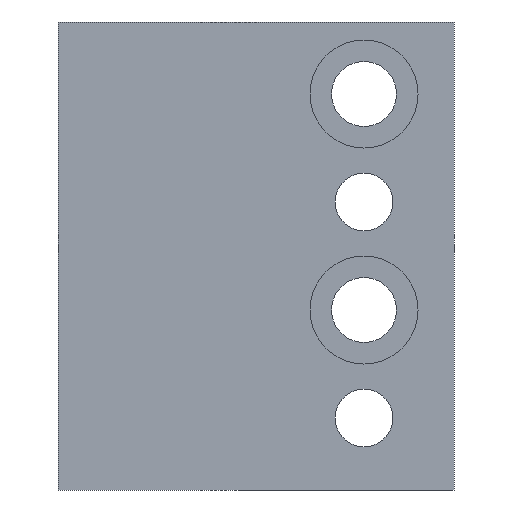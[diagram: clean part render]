
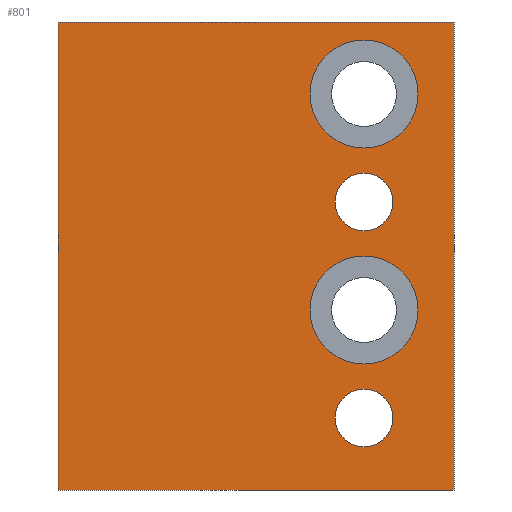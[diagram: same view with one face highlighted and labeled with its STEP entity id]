
A CAD part, front view. The second image highlights one B-rep face of the part: STEP entity #801.
In plain terms, the highlighted planar face has unit normal (0, -1, 0).
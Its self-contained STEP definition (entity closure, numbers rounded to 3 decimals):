
#17 = CARTESIAN_POINT ( 'NONE',  ( 0., 0., 0. ) ) ;
#18 = AXIS2_PLACEMENT_3D ( 'NONE', #965, #286, #122 ) ;
#38 = EDGE_LOOP ( 'NONE', ( #223, #647 ) ) ;
#43 = CARTESIAN_POINT ( 'NONE',  ( -20., 0., 55. ) ) ;
#48 = DIRECTION ( 'NONE',  ( 0., -1., 0. ) ) ;
#52 = VERTEX_POINT ( 'NONE', #662 ) ;
#54 = EDGE_CURVE ( 'NONE', #572, #144, #622, .T. ) ;
#61 = CARTESIAN_POINT ( 'NONE',  ( -12.5, 0., 6. ) ) ;
#63 = VERTEX_POINT ( 'NONE', #1017 ) ;
#69 = CIRCLE ( 'NONE', #722, 7.5 ) ;
#89 = EDGE_CURVE ( 'NONE', #731, #705, #197, .T. ) ;
#92 = DIRECTION ( 'NONE',  ( 1., 0., 0. ) ) ;
#94 = CARTESIAN_POINT ( 'NONE',  ( 0., 0., 65. ) ) ;
#97 = CARTESIAN_POINT ( 'NONE',  ( -12.5, 0., 25. ) ) ;
#108 = EDGE_CURVE ( 'NONE', #1000, #795, #534, .T. ) ;
#117 = DIRECTION ( 'NONE',  ( -1., 0., 0. ) ) ;
#122 = DIRECTION ( 'NONE',  ( -1., 0., 0. ) ) ;
#132 = EDGE_LOOP ( 'NONE', ( #224, #831, #560, #754 ) ) ;
#134 = DIRECTION ( 'NONE',  ( 1., 0., 0. ) ) ;
#138 = CARTESIAN_POINT ( 'NONE',  ( -12.5, 0., 55. ) ) ;
#144 = VERTEX_POINT ( 'NONE', #938 ) ;
#145 = DIRECTION ( 'NONE',  ( 1., 0., 0. ) ) ;
#150 = FACE_BOUND ( 'NONE', #38, .T. ) ;
#177 = EDGE_CURVE ( 'NONE', #640, #63, #241, .T. ) ;
#178 = VECTOR ( 'NONE', #803, 1000. ) ;
#186 = DIRECTION ( 'NONE',  ( 0., -1., 0. ) ) ;
#197 = CIRCLE ( 'NONE', #18, 4. ) ;
#219 = FACE_OUTER_BOUND ( 'NONE', #132, .T. ) ;
#223 = ORIENTED_EDGE ( 'NONE', *, *, #89, .T. ) ;
#224 = ORIENTED_EDGE ( 'NONE', *, *, #108, .T. ) ;
#235 = AXIS2_PLACEMENT_3D ( 'NONE', #138, #48, #882 ) ;
#241 = CIRCLE ( 'NONE', #235, 7.5 ) ;
#251 = DIRECTION ( 'NONE',  ( 0., 1., 0. ) ) ;
#265 = AXIS2_PLACEMENT_3D ( 'NONE', #884, #376, #285 ) ;
#277 = CARTESIAN_POINT ( 'NONE',  ( -55., 0., 0. ) ) ;
#279 = CARTESIAN_POINT ( 'NONE',  ( -12.5, 0., 25. ) ) ;
#285 = DIRECTION ( 'NONE',  ( -1., 0., 0. ) ) ;
#286 = DIRECTION ( 'NONE',  ( 0., 1., 0. ) ) ;
#287 = VERTEX_POINT ( 'NONE', #306 ) ;
#299 = CIRCLE ( 'NONE', #265, 4. ) ;
#303 = ORIENTED_EDGE ( 'NONE', *, *, #879, .F. ) ;
#306 = CARTESIAN_POINT ( 'NONE',  ( -20., 0., 25. ) ) ;
#307 = CIRCLE ( 'NONE', #486, 7.5 ) ;
#311 = ORIENTED_EDGE ( 'NONE', *, *, #177, .F. ) ;
#341 = DIRECTION ( 'NONE',  ( 0., -1., 0. ) ) ;
#345 = AXIS2_PLACEMENT_3D ( 'NONE', #519, #341, #426 ) ;
#346 = CARTESIAN_POINT ( 'NONE',  ( -12.5, 0., 40. ) ) ;
#350 = FACE_BOUND ( 'NONE', #820, .T. ) ;
#358 = ORIENTED_EDGE ( 'NONE', *, *, #786, .F. ) ;
#361 = DIRECTION ( 'NONE',  ( 0., 1., 0. ) ) ;
#372 = CARTESIAN_POINT ( 'NONE',  ( -5., 0., 25. ) ) ;
#376 = DIRECTION ( 'NONE',  ( 0., 1., 0. ) ) ;
#400 = AXIS2_PLACEMENT_3D ( 'NONE', #346, #925, #429 ) ;
#403 = VECTOR ( 'NONE', #145, 1000. ) ;
#426 = DIRECTION ( 'NONE',  ( 1., 0., 0. ) ) ;
#429 = DIRECTION ( 'NONE',  ( -1., 0., 0. ) ) ;
#436 = ORIENTED_EDGE ( 'NONE', *, *, #54, .T. ) ;
#486 = AXIS2_PLACEMENT_3D ( 'NONE', #279, #601, #520 ) ;
#492 = EDGE_CURVE ( 'NONE', #287, #1011, #307, .T. ) ;
#501 = CARTESIAN_POINT ( 'NONE',  ( -12.5, 0., 14. ) ) ;
#504 = CARTESIAN_POINT ( 'NONE',  ( 0., 0., 65. ) ) ;
#519 = CARTESIAN_POINT ( 'NONE',  ( -12.5, 0., 55. ) ) ;
#520 = DIRECTION ( 'NONE',  ( 1., 0., 0. ) ) ;
#534 = LINE ( 'NONE', #877, #403 ) ;
#555 = EDGE_CURVE ( 'NONE', #810, #795, #792, .T. ) ;
#560 = ORIENTED_EDGE ( 'NONE', *, *, #625, .F. ) ;
#567 = VECTOR ( 'NONE', #680, 1000. ) ;
#572 = VERTEX_POINT ( 'NONE', #1012 ) ;
#589 = CIRCLE ( 'NONE', #400, 4. ) ;
#590 = LINE ( 'NONE', #632, #178 ) ;
#596 = DIRECTION ( 'NONE',  ( -1., 0., 0. ) ) ;
#598 = EDGE_LOOP ( 'NONE', ( #436, #846 ) ) ;
#601 = DIRECTION ( 'NONE',  ( 0., -1., 0. ) ) ;
#616 = EDGE_CURVE ( 'NONE', #705, #731, #299, .T. ) ;
#622 = CIRCLE ( 'NONE', #1065, 4. ) ;
#625 = EDGE_CURVE ( 'NONE', #52, #810, #1047, .T. ) ;
#629 = ORIENTED_EDGE ( 'NONE', *, *, #492, .F. ) ;
#632 = CARTESIAN_POINT ( 'NONE',  ( -55., 0., 65. ) ) ;
#640 = VERTEX_POINT ( 'NONE', #43 ) ;
#647 = ORIENTED_EDGE ( 'NONE', *, *, #616, .T. ) ;
#662 = CARTESIAN_POINT ( 'NONE',  ( -55., 0., 65. ) ) ;
#675 = CARTESIAN_POINT ( 'NONE',  ( 0., 0., 65. ) ) ;
#679 = EDGE_CURVE ( 'NONE', #52, #1000, #590, .T. ) ;
#680 = DIRECTION ( 'NONE',  ( 0., 0., -1. ) ) ;
#705 = VERTEX_POINT ( 'NONE', #61 ) ;
#710 = AXIS2_PLACEMENT_3D ( 'NONE', #504, #251, #596 ) ;
#722 = AXIS2_PLACEMENT_3D ( 'NONE', #97, #186, #92 ) ;
#731 = VERTEX_POINT ( 'NONE', #501 ) ;
#738 = CIRCLE ( 'NONE', #345, 7.5 ) ;
#754 = ORIENTED_EDGE ( 'NONE', *, *, #679, .T. ) ;
#755 = PLANE ( 'NONE',  #710 ) ;
#770 = CARTESIAN_POINT ( 'NONE',  ( -12.5, 0., 40. ) ) ;
#786 = EDGE_CURVE ( 'NONE', #63, #640, #738, .T. ) ;
#792 = LINE ( 'NONE', #94, #567 ) ;
#795 = VERTEX_POINT ( 'NONE', #17 ) ;
#801 = ADVANCED_FACE ( 'NONE', ( #885, #350, #150, #907, #219 ), #755, .F. ) ;
#803 = DIRECTION ( 'NONE',  ( 0., 0., -1. ) ) ;
#810 = VERTEX_POINT ( 'NONE', #675 ) ;
#820 = EDGE_LOOP ( 'NONE', ( #303, #629 ) ) ;
#831 = ORIENTED_EDGE ( 'NONE', *, *, #555, .F. ) ;
#846 = ORIENTED_EDGE ( 'NONE', *, *, #847, .T. ) ;
#847 = EDGE_CURVE ( 'NONE', #144, #572, #589, .T. ) ;
#877 = CARTESIAN_POINT ( 'NONE',  ( 0., 0., 0. ) ) ;
#879 = EDGE_CURVE ( 'NONE', #1011, #287, #69, .T. ) ;
#880 = CARTESIAN_POINT ( 'NONE',  ( 0., 0., 65. ) ) ;
#882 = DIRECTION ( 'NONE',  ( 1., 0., 0. ) ) ;
#884 = CARTESIAN_POINT ( 'NONE',  ( -12.5, 0., 10. ) ) ;
#885 = FACE_BOUND ( 'NONE', #977, .T. ) ;
#907 = FACE_BOUND ( 'NONE', #598, .T. ) ;
#908 = VECTOR ( 'NONE', #134, 1000. ) ;
#925 = DIRECTION ( 'NONE',  ( 0., 1., 0. ) ) ;
#938 = CARTESIAN_POINT ( 'NONE',  ( -12.5, 0., 36. ) ) ;
#965 = CARTESIAN_POINT ( 'NONE',  ( -12.5, 0., 10. ) ) ;
#977 = EDGE_LOOP ( 'NONE', ( #358, #311 ) ) ;
#1000 = VERTEX_POINT ( 'NONE', #277 ) ;
#1011 = VERTEX_POINT ( 'NONE', #372 ) ;
#1012 = CARTESIAN_POINT ( 'NONE',  ( -12.5, 0., 44. ) ) ;
#1017 = CARTESIAN_POINT ( 'NONE',  ( -5., 0., 55. ) ) ;
#1047 = LINE ( 'NONE', #880, #908 ) ;
#1065 = AXIS2_PLACEMENT_3D ( 'NONE', #770, #361, #117 ) ;
